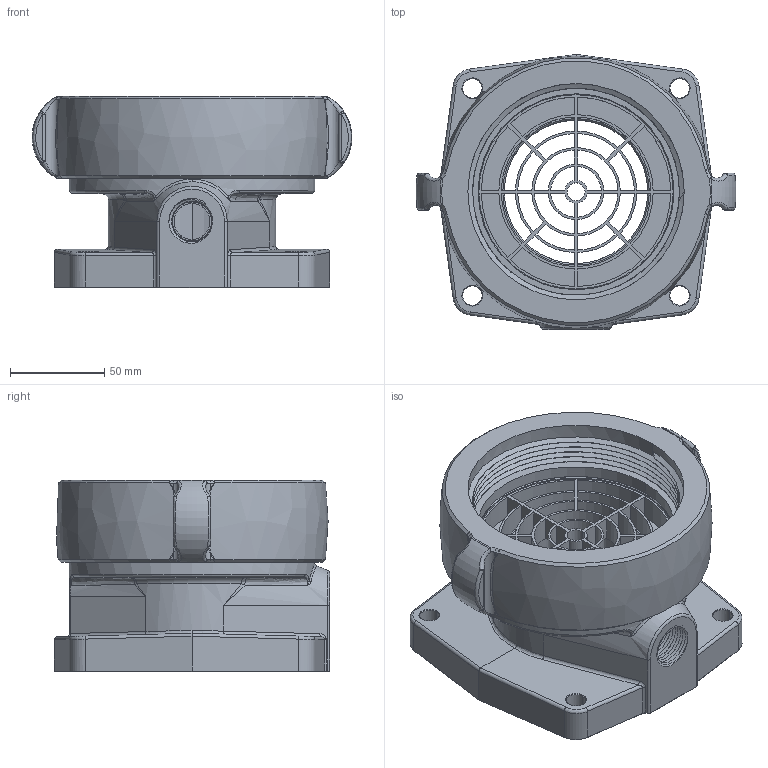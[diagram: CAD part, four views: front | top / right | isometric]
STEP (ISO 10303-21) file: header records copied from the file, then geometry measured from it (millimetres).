
FILE_DESCRIPTION((''),'2;1');
FILE_NAME('3_F6_SS_01','2017-08-28T',('sobrien2'),(''),'CREO PARAMETRIC BY PTC INC, 2015290','CREO PARAMETRIC BY PTC INC, 2015290','');
FILE_SCHEMA(('CONFIG_CONTROL_DESIGN'));
Length unit declared in the file: inch
Products named in the file (1): 3_F6_SS_01
Bounding box: 169.72 x 146.05 x 101.73 mm (x, y, z)
Surface area: 168776.2 mm2 (no closed solid volume)
Topology: 0 solids, 7 shells, 461 faces, 1201 edges, 734 vertices
Faces by surface type: cylinder 134, plane 128, bspline 110, cone 71, torus 9, sphere 9
Entity records: 25982 total; most frequent: CARTESIAN_POINT 15380, ORIENTED_EDGE 2310, DIRECTION 1938, EDGE_CURVE 1194, VERTEX_POINT 734, AXIS2_PLACEMENT_3D 697, VECTOR 544, LINE 544
